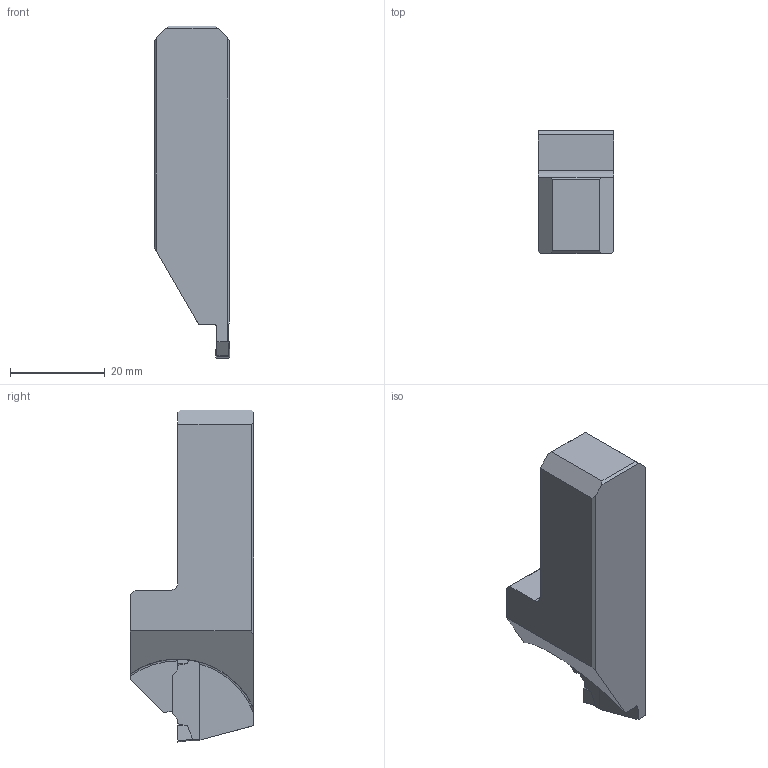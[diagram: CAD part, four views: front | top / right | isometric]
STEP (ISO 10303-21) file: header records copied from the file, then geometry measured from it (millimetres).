
FILE_DESCRIPTION(/* description */ (''),/* implementation_level */ '2;1');
FILE_NAME(/* name */ '1548732003339.stp',/* time_stamp */ '2019-01-29T08:50:19+05:00',/* author */ (''),/* organization */ ('SMS'),/* preprocessor_version */ 'ST-DEVELOPER v15',/* originating_system */ 'SIEMENS PLM Software NX 8.5',/* authorisation */ '');
FILE_SCHEMA (('AUTOMOTIVE_DESIGN { 1 0 10303 214 3 1 1 1 }'));
Length unit declared in the file: millimetre
Products named in the file (4): ASSEMBLY_CONSTRUCTION; 201539464mod000_00; 201731337mod000_00; 201731335mod000_00
Assembly tree (3 placements, depth 2):
  201731335mod000_00
    201731337mod000_00
    201539464mod000_00
    ASSEMBLY_CONSTRUCTION
Bounding box: 15.97 x 26 x 70 mm (x, y, z)
Volume: 16632 mm3; surface area: 5361.3 mm2
Topology: 2 solids, 3 shells, 69 faces, 190 edges, 132 vertices
Faces by surface type: plane 44, bspline 11, cylinder 6, extrusion 4, torus 3, cone 1
Entity records: 2611 total; most frequent: CARTESIAN_POINT 800, ORIENTED_EDGE 374, DIRECTION 295, EDGE_CURVE 187, VERTEX_POINT 125, VECTOR 123, LINE 119, AXIS2_PLACEMENT_3D 86
